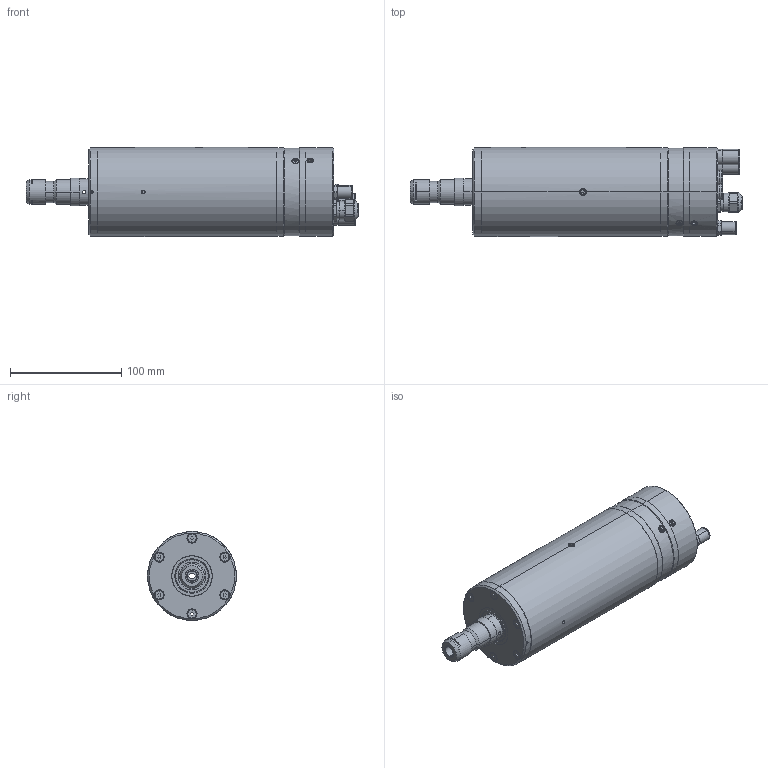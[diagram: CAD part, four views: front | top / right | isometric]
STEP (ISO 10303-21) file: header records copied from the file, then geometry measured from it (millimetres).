
FILE_DESCRIPTION (( 'STEP AP203' ), '1' );
FILE_NAME ('080M40K-00-.STEP', '2015-02-20T14:56:23', ( '' ), ( '' ), 'SwSTEP 2.0', 'SolidWorks 2014', '' );
FILE_SCHEMA (( 'CONFIG_CONTROL_DESIGN' ));
Length unit declared in the file: millimetre
Products named in the file (1): 080M40K-00-
Bounding box: 298.4 x 80 x 80 mm (x, y, z)
Surface area: 91094.6 mm2 (no closed solid volume)
Topology: 0 solids, 45 shells, 395 faces, 1264 edges, 887 vertices
Faces by surface type: plane 176, cylinder 133, cone 62, torus 24
Entity records: 14898 total; most frequent: CARTESIAN_POINT 3439, DIRECTION 2576, ORIENTED_EDGE 1985, EDGE_CURVE 1254, AXIS2_PLACEMENT_3D 994, VERTEX_POINT 887, CIRCLE 598, LINE 588
